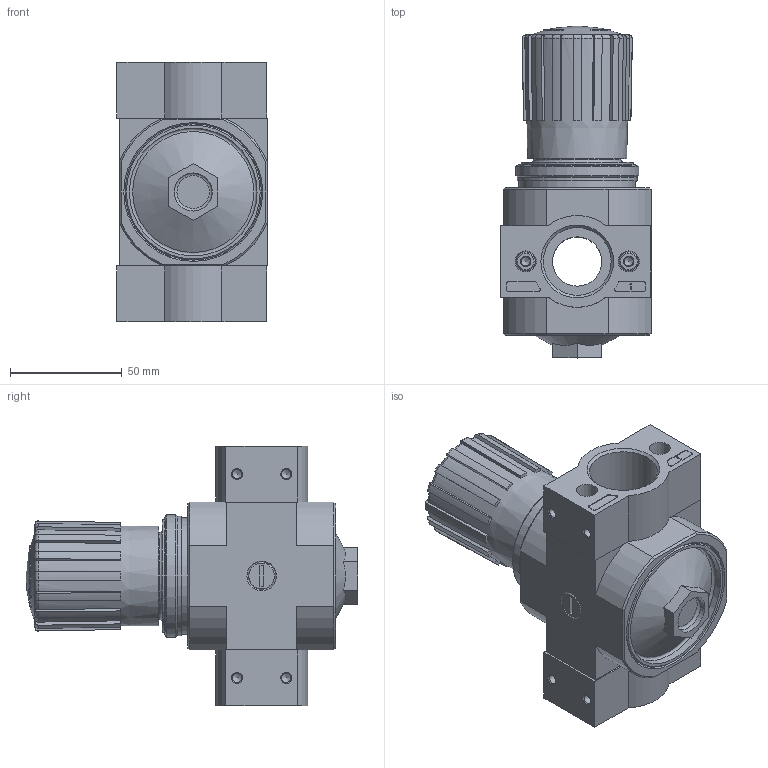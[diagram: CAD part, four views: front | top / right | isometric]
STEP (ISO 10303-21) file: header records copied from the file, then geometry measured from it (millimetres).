
FILE_DESCRIPTION(/* description */ ('STEP AP214'),/* implementation_level */ '2;1');
FILE_NAME(/* name */ '192367_LR-1-D-7-O-DI-MAXI',/* time_stamp */ '2024-09-04T20:51:24+02:00',/* author */ ('License CC BY-ND 4.0'),/* organization */ ('CADENAS'),/* preprocessor_version */ 'ST-DEVELOPER v19.3',/* originating_system */ 'PARTsolutions',/* authorisation */ ' ');
FILE_SCHEMA (('AUTOMOTIVE_DESIGN {1 0 10303 214 3 1 1}'));
Length unit declared in the file: millimetre
Products named in the file (7): 192367 LR-1-D-7-O-DI-MAXI-(0); 395842 LR-D-7-DI-MAXI--(0); 398012 LRVS-D-MINI; 380315 PBL-1-D-MAXI-R---(0) p1; DIN-912 - M5x20(F); 380313 PBL-1-D-MAXI-L---(1) p1; 373846 LR-MIDI
Assembly tree (10 placements, depth 2):
  192367 LR-1-D-7-O-DI-MAXI-(0)
    395842 LR-D-7-DI-MAXI--(0)
    398012 LRVS-D-MINI
    380315 PBL-1-D-MAXI-R---(0) p1
    DIN-912 - M5x20(F)  x4
    380313 PBL-1-D-MAXI-L---(1) p1
    373846 LR-MIDI  x2
Bounding box: 67.1 x 148.2 x 116 mm (x, y, z)
Volume: 440111.2 mm3; surface area: 77327.5 mm2
Topology: 10 solids, 10 shells, 498 faces, 1177 edges, 736 vertices
Faces by surface type: plane 253, cone 114, cylinder 83, torus 43, sphere 5
Full cylindrical faces by diameter (mm): 4.134 x8, 5 x4, 6.3 x2, 8.5 x4, 9.6 x2, 11.2 x2, 11.445 x2, 13.157 x2, 17 x1, 22 x3, 30 x2, 30.291 x2, 39 x1, 40 x1, 50.2 x1, 50.376 x1, 52 x1, 53.5 x1, 54.8 x1, 57 x1
Entity records: 13423 total; most frequent: CARTESIAN_POINT 2495, DIRECTION 1918, ORIENTED_EDGE 1752, EDGE_CURVE 876, AXIS2_PLACEMENT_3D 790, VERTEX_POINT 623, FACE_BOUND 553, EDGE_LOOP 544
